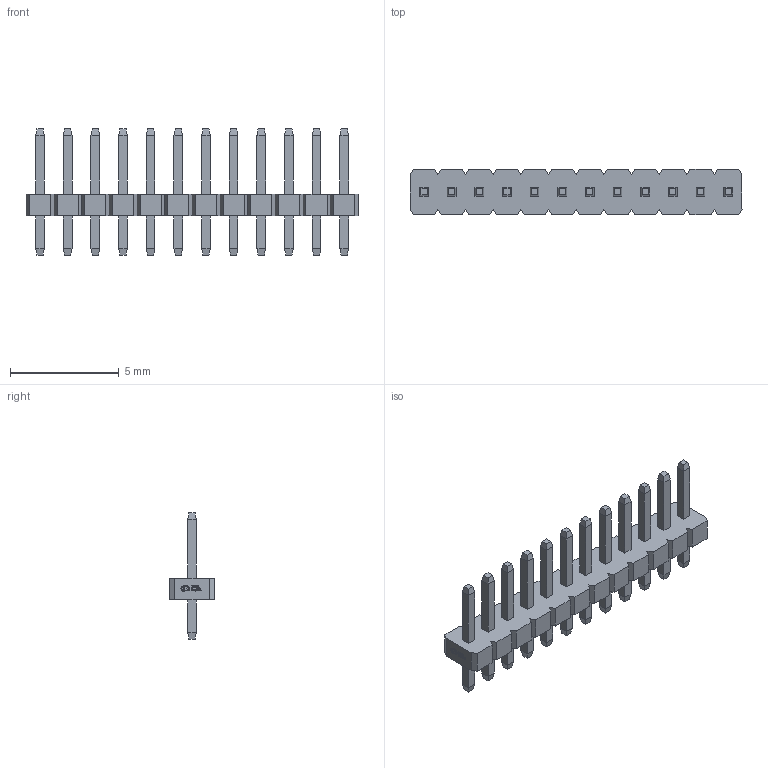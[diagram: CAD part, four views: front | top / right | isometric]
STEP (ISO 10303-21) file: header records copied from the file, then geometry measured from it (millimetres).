
FILE_DESCRIPTION (( 'STEP AP214' ), '1' );
FILE_NAME ('HDR-TH_12P-P1.27-V-M.STEP', '2023-05-11T12:28:39', ( '' ), ( '' ), 'SwSTEP 2.0', 'SolidWorks 2019', '' );
FILE_SCHEMA (( 'AUTOMOTIVE_DESIGN' ));
Length unit declared in the file: millimetre
Products named in the file (5): H2; SOLID; COMPOUND_2; HDR-TH_12P-P1.27-V-M
Assembly tree (4 placements, depth 4):
  HDR-TH_12P-P1.27-V-M
    H2
      HDR-TH_12P-P1.27-V-M
        SOLID
        COMPOUND_2
Bounding box: 15.25 x 2.1 x 5.8 mm (x, y, z)
Volume: 40 mm3; surface area: 191.6 mm2
Topology: 14 solids, 14 shells, 451 faces, 1101 edges, 702 vertices
Faces by surface type: plane 376, bspline 73, cylinder 2
Entity records: 16195 total; most frequent: CARTESIAN_POINT 3222, ORIENTED_EDGE 2202, DIRECTION 1823, EDGE_CURVE 1101, VECTOR 1041, LINE 1041, VERTEX_POINT 702, EDGE_LOOP 487
